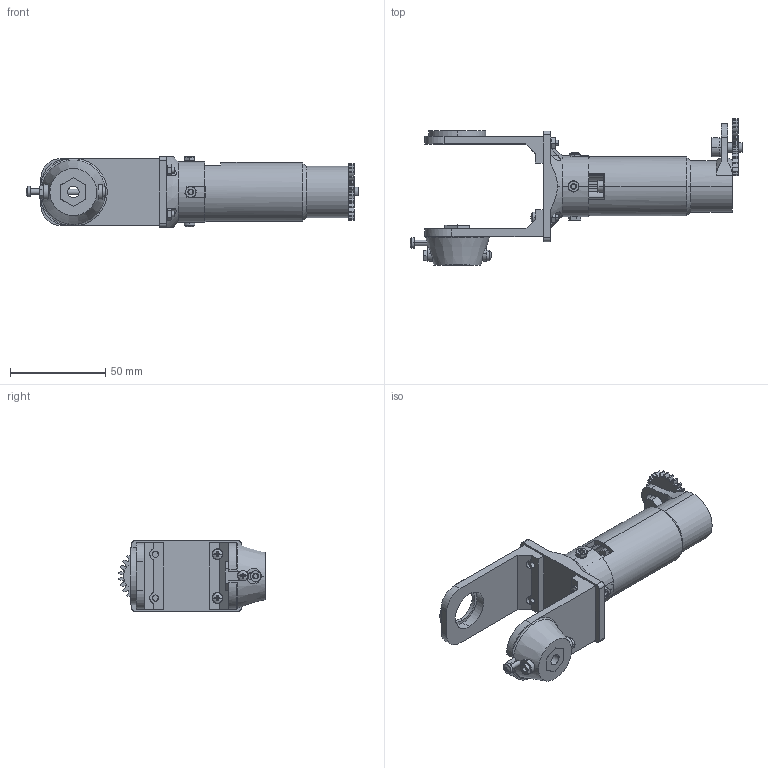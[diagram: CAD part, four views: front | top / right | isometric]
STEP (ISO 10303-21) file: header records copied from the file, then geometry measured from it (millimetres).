
FILE_DESCRIPTION (( 'STEP AP203' ), '1' );
FILE_NAME ('shortTube.STEP', '2019-05-13T14:03:59', ( '' ), ( '' ), 'SwSTEP 2.0', 'SolidWorks 2017', '' );
FILE_SCHEMA (( 'CONFIG_CONTROL_DESIGN' ));
Length unit declared in the file: millimetre
Products named in the file (18): shortTube; pan head cross recess screw_iso_ISO 7045 - M3 x 30 - Z - 25N; pan head cross recess screw_iso_ISO 7045 - M3 x 16 - Z - 16N; ïîäøèïíèê; clampingClaw2; ìóôòà; tubeHolder; upperBearingClamp; spur gear_iso_ISO - Spur gear 1M 28T 20PA 3FW ---S28A75H50L0.8N; äâèãàòåëü3; clawMotorInsideTubeClamp; shaftClamp; hex nut style 1 gradeab_iso_ISO - 4032 - M3 - W - N; pot; pan head cross recess screw_iso_ISO 7045 - M3 x 12 - Z - 12N; tubeNozzle; barrelClaw; tube
Assembly tree (29 placements, depth 2):
  shortTube
    tubeHolder
    shaftClamp
    upperBearingClamp
    ìóôòà
    pan head cross recess screw_iso_ISO 7045 - M3 x 12 - Z - 12N  x4
    hex nut style 1 gradeab_iso_ISO - 4032 - M3 - W - N  x7
    pan head cross recess screw_iso_ISO 7045 - M3 x 30 - Z - 25N  x3
    pan head cross recess screw_iso_ISO 7045 - M3 x 16 - Z - 16N
    tube
    clampingClaw2
    clawMotorInsideTubeClamp
    barrelClaw
    äâèãàòåëü3
    ïîäøèïíèê  x2
    spur gear_iso_ISO - Spur gear 1M 28T 20PA 3FW ---S28A75H50L0.8N
    tubeNozzle
    pot
Bounding box: 174.25 x 76.69 x 37 mm (x, y, z)
Volume: 90747.2 mm3; surface area: 64552.5 mm2
Topology: 30 solids, 30 shells, 1058 faces, 2593 edges, 1595 vertices
Faces by surface type: plane 460, cylinder 338, cone 190, torus 50, sphere 16, bspline 4
Entity records: 23237 total; most frequent: CARTESIAN_POINT 4706, DIRECTION 3640, ORIENTED_EDGE 3330, EDGE_CURVE 1665, AXIS2_PLACEMENT_3D 1449, VERTEX_POINT 1063, CIRCLE 772, LINE 742
